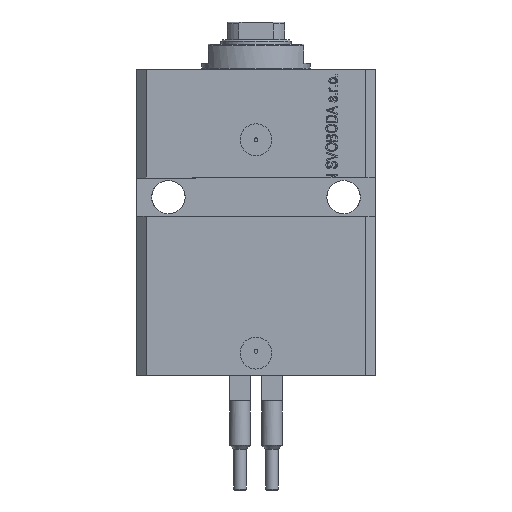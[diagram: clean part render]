
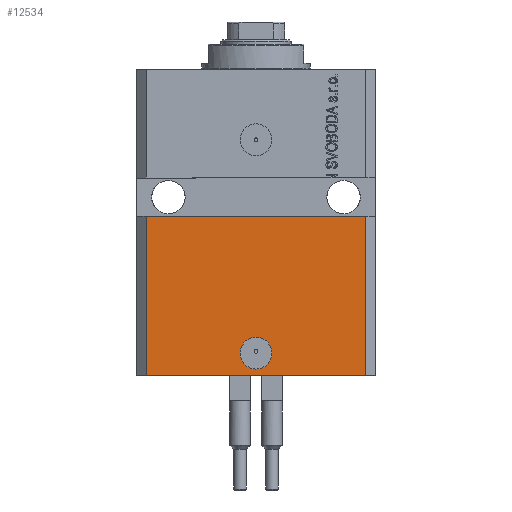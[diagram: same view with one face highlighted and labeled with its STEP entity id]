
A CAD part, front view. The second image highlights one B-rep face of the part: STEP entity #12534.
In plain terms, the highlighted planar face has unit normal (0, -1, 0).
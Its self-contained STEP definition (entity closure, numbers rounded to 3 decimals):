
#4453 = LINE ( 'NONE', #12233, #40086 ) ;
#5554 = ORIENTED_EDGE ( 'NONE', *, *, #40148, .F. ) ;
#5870 = AXIS2_PLACEMENT_3D ( 'NONE', #15886, #34177, #37832 ) ;
#8097 = FACE_OUTER_BOUND ( 'NONE', #43108, .T. ) ;
#8350 = CARTESIAN_POINT ( 'NONE',  ( 5., -27.5, -89. ) ) ;
#12233 = CARTESIAN_POINT ( 'NONE',  ( -34.5, -27.5, -96. ) ) ;
#12534 = ADVANCED_FACE ( 'NONE', ( #45362, #8097 ), #19309, .T. ) ;
#13271 = CARTESIAN_POINT ( 'NONE',  ( -5., -27.5, -89. ) ) ;
#14003 = DIRECTION ( 'NONE',  ( 0., -1., 0. ) ) ;
#14657 = ORIENTED_EDGE ( 'NONE', *, *, #31989, .T. ) ;
#15234 = DIRECTION ( 'NONE',  ( 0., -1., 0. ) ) ;
#15886 = CARTESIAN_POINT ( 'NONE',  ( -34.5, -27.5, -96. ) ) ;
#16528 = CARTESIAN_POINT ( 'NONE',  ( -34.5, -27.5, -46. ) ) ;
#18100 = VERTEX_POINT ( 'NONE', #16528 ) ;
#19309 = PLANE ( 'NONE',  #5870 ) ;
#19736 = CARTESIAN_POINT ( 'NONE',  ( -34.5, -27.5, -96. ) ) ;
#20466 = LINE ( 'NONE', #31674, #35456 ) ;
#22458 = ORIENTED_EDGE ( 'NONE', *, *, #32478, .F. ) ;
#22849 = VERTEX_POINT ( 'NONE', #19736 ) ;
#24990 = CARTESIAN_POINT ( 'NONE',  ( 0., -27.5, -89. ) ) ;
#26727 = VERTEX_POINT ( 'NONE', #40675 ) ;
#27802 = CARTESIAN_POINT ( 'NONE',  ( -34.5, -27.5, -96. ) ) ;
#28371 = VERTEX_POINT ( 'NONE', #8350 ) ;
#29485 = VECTOR ( 'NONE', #33323, 1000. ) ;
#29860 = CARTESIAN_POINT ( 'NONE',  ( 0., -27.5, -89. ) ) ;
#30381 = LINE ( 'NONE', #37229, #29485 ) ;
#30518 = VERTEX_POINT ( 'NONE', #13271 ) ;
#31674 = CARTESIAN_POINT ( 'NONE',  ( -37.5, -27.5, -46. ) ) ;
#31777 = CIRCLE ( 'NONE', #41194, 5. ) ;
#31989 = EDGE_CURVE ( 'NONE', #22849, #26727, #4453, .T. ) ;
#32478 = EDGE_CURVE ( 'NONE', #18100, #37879, #20466, .T. ) ;
#32971 = EDGE_CURVE ( 'NONE', #30518, #28371, #44021, .T. ) ;
#33323 = DIRECTION ( 'NONE',  ( 0., 0., 1. ) ) ;
#33709 = CARTESIAN_POINT ( 'NONE',  ( 34.5, -27.5, -46. ) ) ;
#34177 = DIRECTION ( 'NONE',  ( 0., -1., 0. ) ) ;
#34476 = DIRECTION ( 'NONE',  ( 1., 0., 0. ) ) ;
#34681 = EDGE_LOOP ( 'NONE', ( #42320, #38900 ) ) ;
#35456 = VECTOR ( 'NONE', #46779, 1000. ) ;
#36947 = DIRECTION ( 'NONE',  ( 1., 0., 0. ) ) ;
#37229 = CARTESIAN_POINT ( 'NONE',  ( 34.5, -27.5, -96. ) ) ;
#37832 = DIRECTION ( 'NONE',  ( 0., 0., -1. ) ) ;
#37879 = VERTEX_POINT ( 'NONE', #33709 ) ;
#38900 = ORIENTED_EDGE ( 'NONE', *, *, #32971, .F. ) ;
#39453 = EDGE_CURVE ( 'NONE', #26727, #37879, #30381, .T. ) ;
#39731 = LINE ( 'NONE', #27802, #45828 ) ;
#40086 = VECTOR ( 'NONE', #36947, 1000. ) ;
#40148 = EDGE_CURVE ( 'NONE', #22849, #18100, #39731, .T. ) ;
#40675 = CARTESIAN_POINT ( 'NONE',  ( 34.5, -27.5, -96. ) ) ;
#41194 = AXIS2_PLACEMENT_3D ( 'NONE', #29860, #15234, #34476 ) ;
#41952 = EDGE_CURVE ( 'NONE', #28371, #30518, #31777, .T. ) ;
#42320 = ORIENTED_EDGE ( 'NONE', *, *, #41952, .F. ) ;
#43108 = EDGE_LOOP ( 'NONE', ( #22458, #5554, #14657, #45063 ) ) ;
#43147 = DIRECTION ( 'NONE',  ( 0., 0., 1. ) ) ;
#44021 = CIRCLE ( 'NONE', #47889, 5. ) ;
#45063 = ORIENTED_EDGE ( 'NONE', *, *, #39453, .T. ) ;
#45362 = FACE_BOUND ( 'NONE', #34681, .T. ) ;
#45828 = VECTOR ( 'NONE', #43147, 1000. ) ;
#46779 = DIRECTION ( 'NONE',  ( 1., 0., 0. ) ) ;
#47386 = DIRECTION ( 'NONE',  ( 1., 0., 0. ) ) ;
#47889 = AXIS2_PLACEMENT_3D ( 'NONE', #24990, #14003, #47386 ) ;
